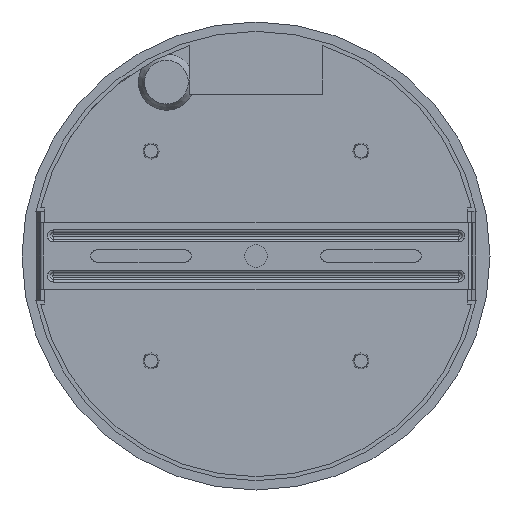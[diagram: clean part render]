
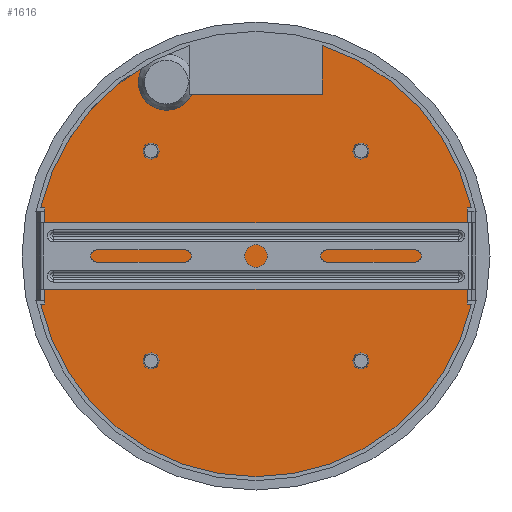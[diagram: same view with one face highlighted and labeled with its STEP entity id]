
A CAD part, front view. The second image highlights one B-rep face of the part: STEP entity #1616.
In plain terms, the highlighted planar face has unit normal (0, -1, 0).
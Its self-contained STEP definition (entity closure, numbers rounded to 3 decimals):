
#43 = CARTESIAN_POINT ( 'NONE',  ( 79., 10., -18. ) ) ;
#53 = VERTEX_POINT ( 'NONE', #5026 ) ;
#123 = CARTESIAN_POINT ( 'NONE',  ( 0., 10., 0. ) ) ;
#141 = VERTEX_POINT ( 'NONE', #3780 ) ;
#211 = CARTESIAN_POINT ( 'NONE',  ( -80.512, 10., -18. ) ) ;
#254 = AXIS2_PLACEMENT_3D ( 'NONE', #3605, #4883, #1348 ) ;
#283 = CARTESIAN_POINT ( 'NONE',  ( 79., 10., -18. ) ) ;
#310 = ORIENTED_EDGE ( 'NONE', *, *, #4420, .F. ) ;
#360 = EDGE_CURVE ( 'NONE', #4007, #2245, #2690, .T. ) ;
#362 = AXIS2_PLACEMENT_3D ( 'NONE', #2605, #5222, #1223 ) ;
#392 = LINE ( 'NONE', #3454, #5269 ) ;
#400 = CARTESIAN_POINT ( 'NONE',  ( -24.75, 10., 60.5 ) ) ;
#479 = FACE_OUTER_BOUND ( 'NONE', #3131, .T. ) ;
#531 = EDGE_CURVE ( 'NONE', #2861, #2545, #2521, .T. ) ;
#561 = CARTESIAN_POINT ( 'NONE',  ( 39.25, 10., 36.269 ) ) ;
#586 = CARTESIAN_POINT ( 'NONE',  ( 79., 10., 18. ) ) ;
#591 = CARTESIAN_POINT ( 'NONE',  ( 39.25, 10., -36.269 ) ) ;
#613 = DIRECTION ( 'NONE',  ( 0., -1., 0. ) ) ;
#664 = CARTESIAN_POINT ( 'NONE',  ( -80.512, 10., 18. ) ) ;
#735 = CIRCLE ( 'NONE', #1104, 2.981 ) ;
#772 = ORIENTED_EDGE ( 'NONE', *, *, #5465, .T. ) ;
#827 = CIRCLE ( 'NONE', #362, 10.5 ) ;
#832 = CIRCLE ( 'NONE', #254, 2.981 ) ;
#875 = LINE ( 'NONE', #43, #4988 ) ;
#892 = FACE_BOUND ( 'NONE', #5418, .T. ) ;
#1036 = AXIS2_PLACEMENT_3D ( 'NONE', #3153, #2323, #2780 ) ;
#1046 = CARTESIAN_POINT ( 'NONE',  ( -79., 10., -18. ) ) ;
#1060 = CARTESIAN_POINT ( 'NONE',  ( 39.25, 10., 39.25 ) ) ;
#1080 = DIRECTION ( 'NONE',  ( 0., 0., 1. ) ) ;
#1094 = CARTESIAN_POINT ( 'NONE',  ( 79., 10., -18. ) ) ;
#1104 = AXIS2_PLACEMENT_3D ( 'NONE', #1060, #613, #1160 ) ;
#1107 = DIRECTION ( 'NONE',  ( 0., -1., 0. ) ) ;
#1138 = VERTEX_POINT ( 'NONE', #1793 ) ;
#1160 = DIRECTION ( 'NONE',  ( 0., 0., -1. ) ) ;
#1161 = ORIENTED_EDGE ( 'NONE', *, *, #3516, .T. ) ;
#1176 = DIRECTION ( 'NONE',  ( 0., -1., 0. ) ) ;
#1223 = DIRECTION ( 'NONE',  ( 0., 0., 1. ) ) ;
#1235 = CARTESIAN_POINT ( 'NONE',  ( 24.75, 10., 78.7 ) ) ;
#1311 = FACE_BOUND ( 'NONE', #5248, .T. ) ;
#1347 = ORIENTED_EDGE ( 'NONE', *, *, #4226, .T. ) ;
#1348 = DIRECTION ( 'NONE',  ( 0., 0., 1. ) ) ;
#1353 = AXIS2_PLACEMENT_3D ( 'NONE', #123, #3162, #3567 ) ;
#1369 = ORIENTED_EDGE ( 'NONE', *, *, #2502, .F. ) ;
#1374 = AXIS2_PLACEMENT_3D ( 'NONE', #2372, #1107, #1080 ) ;
#1411 = FACE_BOUND ( 'NONE', #3935, .T. ) ;
#1487 = VERTEX_POINT ( 'NONE', #591 ) ;
#1577 = DIRECTION ( 'NONE',  ( 0., 0., -1. ) ) ;
#1616 = ADVANCED_FACE ( 'NONE', ( #5393, #892, #1411, #1311, #479 ), #4539, .F. ) ;
#1651 = DIRECTION ( 'NONE',  ( 1., 0., 0. ) ) ;
#1793 = CARTESIAN_POINT ( 'NONE',  ( -42.187, 10., 70.898 ) ) ;
#1864 = DIRECTION ( 'NONE',  ( 0., 0., -1. ) ) ;
#1865 = VERTEX_POINT ( 'NONE', #4728 ) ;
#1881 = CARTESIAN_POINT ( 'NONE',  ( 80.512, 10., 18. ) ) ;
#2008 = EDGE_LOOP ( 'NONE', ( #4861 ) ) ;
#2231 = LINE ( 'NONE', #2717, #4702 ) ;
#2245 = VERTEX_POINT ( 'NONE', #1235 ) ;
#2260 = ORIENTED_EDGE ( 'NONE', *, *, #4712, .T. ) ;
#2270 = VERTEX_POINT ( 'NONE', #3067 ) ;
#2300 = CIRCLE ( 'NONE', #1374, 82.5 ) ;
#2323 = DIRECTION ( 'NONE',  ( 0., -1., 0. ) ) ;
#2372 = CARTESIAN_POINT ( 'NONE',  ( 0., 10., 0. ) ) ;
#2400 = VECTOR ( 'NONE', #3191, 1000. ) ;
#2428 = ORIENTED_EDGE ( 'NONE', *, *, #4458, .T. ) ;
#2475 = CARTESIAN_POINT ( 'NONE',  ( 0., 10., 0. ) ) ;
#2502 = EDGE_CURVE ( 'NONE', #53, #53, #5538, .T. ) ;
#2507 = DIRECTION ( 'NONE',  ( 0., 0., -1. ) ) ;
#2520 = LINE ( 'NONE', #3052, #4047 ) ;
#2521 = LINE ( 'NONE', #283, #5657 ) ;
#2545 = VERTEX_POINT ( 'NONE', #1094 ) ;
#2562 = AXIS2_PLACEMENT_3D ( 'NONE', #2683, #5032, #1577 ) ;
#2605 = CARTESIAN_POINT ( 'NONE',  ( -33.5, 10., 65. ) ) ;
#2615 = EDGE_CURVE ( 'NONE', #141, #141, #5261, .T. ) ;
#2683 = CARTESIAN_POINT ( 'NONE',  ( -39.25, 10., -39.25 ) ) ;
#2690 = CIRCLE ( 'NONE', #4070, 82.5 ) ;
#2717 = CARTESIAN_POINT ( 'NONE',  ( -79., 10., -18. ) ) ;
#2748 = AXIS2_PLACEMENT_3D ( 'NONE', #5088, #2868, #4641 ) ;
#2780 = DIRECTION ( 'NONE',  ( 0., 0., -1. ) ) ;
#2861 = VERTEX_POINT ( 'NONE', #4611 ) ;
#2868 = DIRECTION ( 'NONE',  ( 0., -1., 0. ) ) ;
#3052 = CARTESIAN_POINT ( 'NONE',  ( -79., 10., 18. ) ) ;
#3067 = CARTESIAN_POINT ( 'NONE',  ( 79., 10., 18. ) ) ;
#3114 = ORIENTED_EDGE ( 'NONE', *, *, #4821, .T. ) ;
#3131 = EDGE_LOOP ( 'NONE', ( #310, #2260, #4908, #1161, #772, #1347, #3329, #4998, #4432, #4040, #3114, #2428 ) ) ;
#3153 = CARTESIAN_POINT ( 'NONE',  ( 0., 10., 0. ) ) ;
#3162 = DIRECTION ( 'NONE',  ( 0., 1., 0. ) ) ;
#3187 = EDGE_CURVE ( 'NONE', #2270, #4007, #4550, .T. ) ;
#3191 = DIRECTION ( 'NONE',  ( -1., 0., 0. ) ) ;
#3252 = LINE ( 'NONE', #1046, #2400 ) ;
#3264 = EDGE_CURVE ( 'NONE', #4962, #4962, #735, .T. ) ;
#3329 = ORIENTED_EDGE ( 'NONE', *, *, #531, .T. ) ;
#3454 = CARTESIAN_POINT ( 'NONE',  ( 24.75, 10., 78.7 ) ) ;
#3513 = VERTEX_POINT ( 'NONE', #3635 ) ;
#3516 = EDGE_CURVE ( 'NONE', #5220, #1865, #2231, .T. ) ;
#3538 = EDGE_CURVE ( 'NONE', #2545, #2270, #875, .T. ) ;
#3567 = DIRECTION ( 'NONE',  ( 0., 0., 1. ) ) ;
#3605 = CARTESIAN_POINT ( 'NONE',  ( 39.25, 10., -39.25 ) ) ;
#3635 = CARTESIAN_POINT ( 'NONE',  ( -24.013, 10., 60.5 ) ) ;
#3780 = CARTESIAN_POINT ( 'NONE',  ( -39.25, 10., 42.231 ) ) ;
#3935 = EDGE_LOOP ( 'NONE', ( #5383 ) ) ;
#4007 = VERTEX_POINT ( 'NONE', #1881 ) ;
#4040 = ORIENTED_EDGE ( 'NONE', *, *, #360, .T. ) ;
#4047 = VECTOR ( 'NONE', #1651, 1000. ) ;
#4070 = AXIS2_PLACEMENT_3D ( 'NONE', #2475, #1176, #2507 ) ;
#4226 = EDGE_CURVE ( 'NONE', #5199, #2861, #4433, .T. ) ;
#4327 = DIRECTION ( 'NONE',  ( 0., 0., -1. ) ) ;
#4363 = LINE ( 'NONE', #400, #5089 ) ;
#4420 = EDGE_CURVE ( 'NONE', #1138, #3513, #827, .T. ) ;
#4432 = ORIENTED_EDGE ( 'NONE', *, *, #3187, .T. ) ;
#4433 = CIRCLE ( 'NONE', #1036, 82.5 ) ;
#4455 = CARTESIAN_POINT ( 'NONE',  ( 24.75, 10., 60.5 ) ) ;
#4458 = EDGE_CURVE ( 'NONE', #4608, #3513, #4363, .T. ) ;
#4472 = EDGE_CURVE ( 'NONE', #5129, #5220, #2520, .T. ) ;
#4539 = PLANE ( 'NONE',  #1353 ) ;
#4550 = LINE ( 'NONE', #586, #5631 ) ;
#4608 = VERTEX_POINT ( 'NONE', #4455 ) ;
#4611 = CARTESIAN_POINT ( 'NONE',  ( 80.512, 10., -18. ) ) ;
#4641 = DIRECTION ( 'NONE',  ( 0., 0., 1. ) ) ;
#4702 = VECTOR ( 'NONE', #1864, 1000. ) ;
#4712 = EDGE_CURVE ( 'NONE', #1138, #5129, #2300, .T. ) ;
#4723 = DIRECTION ( 'NONE',  ( -1., 0., 0. ) ) ;
#4728 = CARTESIAN_POINT ( 'NONE',  ( -79., 10., -18. ) ) ;
#4821 = EDGE_CURVE ( 'NONE', #2245, #4608, #392, .T. ) ;
#4861 = ORIENTED_EDGE ( 'NONE', *, *, #2615, .F. ) ;
#4883 = DIRECTION ( 'NONE',  ( 0., -1., 0. ) ) ;
#4908 = ORIENTED_EDGE ( 'NONE', *, *, #4472, .T. ) ;
#4962 = VERTEX_POINT ( 'NONE', #561 ) ;
#4972 = EDGE_CURVE ( 'NONE', #1487, #1487, #832, .T. ) ;
#4988 = VECTOR ( 'NONE', #5738, 1000. ) ;
#4998 = ORIENTED_EDGE ( 'NONE', *, *, #3538, .T. ) ;
#5026 = CARTESIAN_POINT ( 'NONE',  ( -39.25, 10., -42.231 ) ) ;
#5032 = DIRECTION ( 'NONE',  ( 0., -1., 0. ) ) ;
#5088 = CARTESIAN_POINT ( 'NONE',  ( -39.25, 10., 39.25 ) ) ;
#5089 = VECTOR ( 'NONE', #4723, 1000. ) ;
#5129 = VERTEX_POINT ( 'NONE', #664 ) ;
#5199 = VERTEX_POINT ( 'NONE', #211 ) ;
#5220 = VERTEX_POINT ( 'NONE', #5532 ) ;
#5221 = ORIENTED_EDGE ( 'NONE', *, *, #3264, .F. ) ;
#5222 = DIRECTION ( 'NONE',  ( 0., -1., 0. ) ) ;
#5248 = EDGE_LOOP ( 'NONE', ( #5221 ) ) ;
#5261 = CIRCLE ( 'NONE', #2748, 2.981 ) ;
#5269 = VECTOR ( 'NONE', #4327, 1000. ) ;
#5383 = ORIENTED_EDGE ( 'NONE', *, *, #4972, .F. ) ;
#5393 = FACE_BOUND ( 'NONE', #2008, .T. ) ;
#5418 = EDGE_LOOP ( 'NONE', ( #1369 ) ) ;
#5465 = EDGE_CURVE ( 'NONE', #1865, #5199, #3252, .T. ) ;
#5532 = CARTESIAN_POINT ( 'NONE',  ( -79., 10., 18. ) ) ;
#5538 = CIRCLE ( 'NONE', #2562, 2.981 ) ;
#5629 = DIRECTION ( 'NONE',  ( -1., 0., 0. ) ) ;
#5631 = VECTOR ( 'NONE', #5744, 1000. ) ;
#5657 = VECTOR ( 'NONE', #5629, 1000. ) ;
#5738 = DIRECTION ( 'NONE',  ( 0., 0., 1. ) ) ;
#5744 = DIRECTION ( 'NONE',  ( 1., 0., 0. ) ) ;
